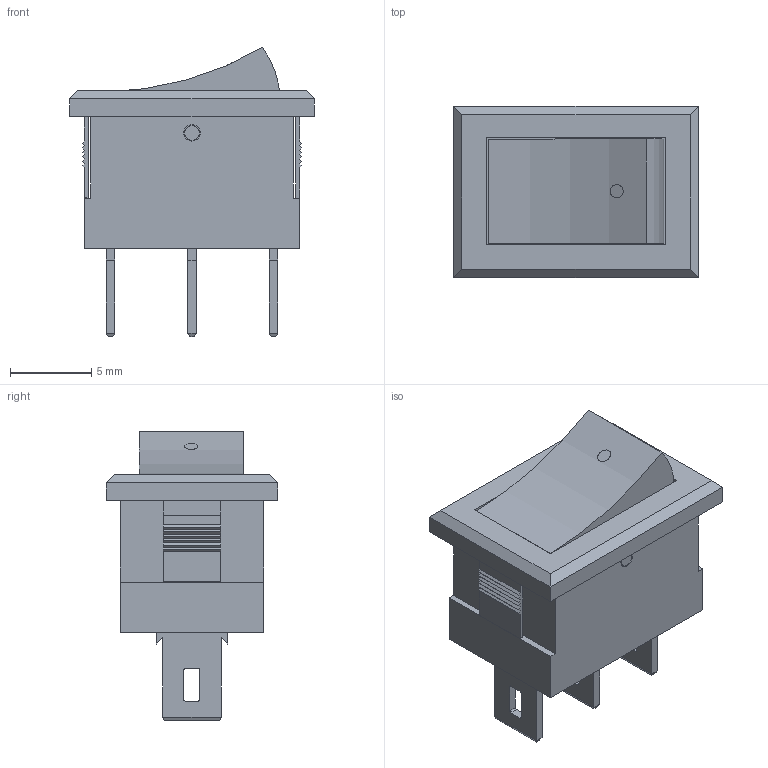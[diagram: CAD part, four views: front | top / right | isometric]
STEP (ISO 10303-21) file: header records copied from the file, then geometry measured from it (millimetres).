
FILE_DESCRIPTION(('FreeCAD Model'),'2;1');
FILE_NAME('wyl_maritex_all.step','2018-03-19T23:09:26',('Author'),(''), 'Open CASCADE STEP processor 6.8','FreeCAD','Unknown');
FILE_SCHEMA(('AUTOMOTIVE_DESIGN_CC2 { 1 2 10303 214 -1 1 5 4 }'));
Length unit declared in the file: millimetre
Products named in the file (6): ASSEMBLY; Klawisz-punkt; Przycisk; Obudowa001; G鏎a; Styki
Assembly tree (5 placements, depth 2):
  ASSEMBLY
    Klawisz-punkt
    Przycisk
    Obudowa001
    G鏎a
    Styki
Bounding box: 15 x 10.5 x 17.75 mm (x, y, z)
Volume: 945.6 mm3; surface area: 1691.1 mm2
Topology: 8 solids, 8 shells, 149 faces, 374 edges, 245 vertices
Faces by surface type: plane 129, cylinder 20
Full cylindrical faces by diameter (mm): 0.8 x1, 0.9 x2, 1 x2
Entity records: 9739 total; most frequent: CARTESIAN_POINT 2010, DIRECTION 1381, LINE 970, VECTOR 970, ORIENTED_EDGE 748, PCURVE 748, DEFINITIONAL_REPRESENTATION 748, EDGE_CURVE 374
